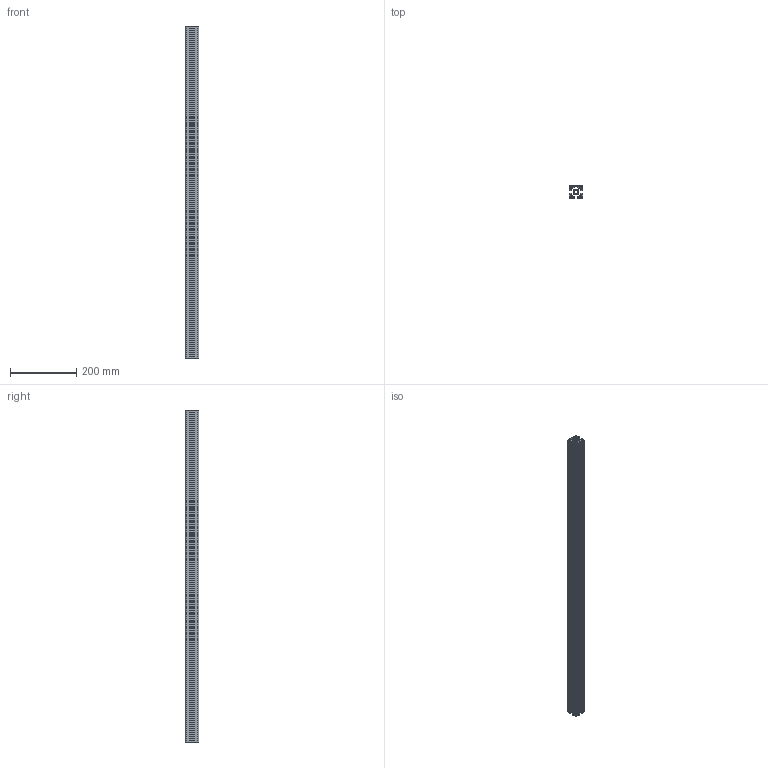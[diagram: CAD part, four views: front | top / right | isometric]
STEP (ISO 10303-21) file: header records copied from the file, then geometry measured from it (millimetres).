
FILE_DESCRIPTION(/* description */ ('KriTec Profil 10 40x40 1N'),/* implementation_level */ '2;1');
FILE_NAME(/* name */ '80049_KriTec_Profil_10_40x40_1N.stp',/* time_stamp */ '2019-11-04T10:39:06+01:00',/* author */ ('jendrek'),/* organization */ (''),/* preprocessor_version */ 'ST-DEVELOPER v17',/* originating_system */ 'Autodesk Inventor 2018',/* authorisation */ '');
FILE_SCHEMA (('AUTOMOTIVE_DESIGN { 1 0 10303 214 3 1 1 }'));
Length unit declared in the file: millimetre
Products named in the file (1): 80049-1000
Bounding box: 40 x 40 x 1000 mm (x, y, z)
Volume: 590247.2 mm3; surface area: 522791.3 mm2
Topology: 1 solids, 1 shells, 256 faces, 762 edges, 508 vertices
Faces by surface type: cylinder 133, plane 123
Entity records: 8735 total; most frequent: DIRECTION 1542, CARTESIAN_POINT 1527, ORIENTED_EDGE 1524, EDGE_CURVE 762, AXIS2_PLACEMENT_3D 523, VERTEX_POINT 508, LINE 496, VECTOR 496
